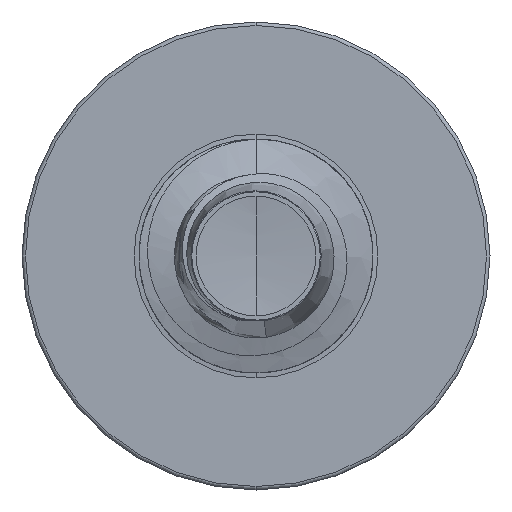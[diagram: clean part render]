
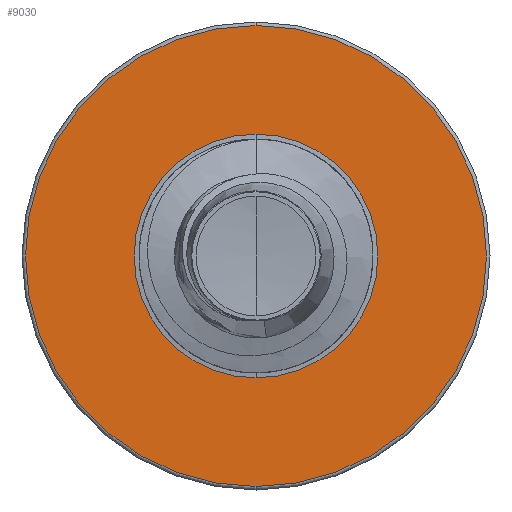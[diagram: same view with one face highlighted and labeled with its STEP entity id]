
A CAD part, front view. The second image highlights one B-rep face of the part: STEP entity #9030.
In plain terms, the highlighted planar face has unit normal (0, -1, 0).
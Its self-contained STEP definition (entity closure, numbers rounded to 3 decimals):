
#36 = VERTEX_POINT ( 'NONE', #16714 ) ;
#1527 = DIRECTION ( 'NONE',  ( 0., 0., 1. ) ) ;
#2282 = ORIENTED_EDGE ( 'NONE', *, *, #22211, .T. ) ;
#3118 = CIRCLE ( 'NONE', #23985, 2.955 ) ;
#4188 = DIRECTION ( 'NONE',  ( 0., 1., 0. ) ) ;
#4210 = CARTESIAN_POINT ( 'NONE',  ( 0., 17.5, 2.955 ) ) ;
#4255 = VERTEX_POINT ( 'NONE', #4210 ) ;
#4685 = DIRECTION ( 'NONE',  ( 0., 0., 1. ) ) ;
#6388 = EDGE_CURVE ( 'NONE', #14104, #4255, #3118, .T. ) ;
#6792 = ORIENTED_EDGE ( 'NONE', *, *, #6388, .F. ) ;
#7206 = CARTESIAN_POINT ( 'NONE',  ( 0., 17.5, -2.955 ) ) ;
#7396 = VERTEX_POINT ( 'NONE', #22834 ) ;
#7691 = AXIS2_PLACEMENT_3D ( 'NONE', #12282, #16117, #4685 ) ;
#8185 = CIRCLE ( 'NONE', #13011, 1.562 ) ;
#8432 = PLANE ( 'NONE',  #7691 ) ;
#8513 = CARTESIAN_POINT ( 'NONE',  ( 0., 17.5, 0. ) ) ;
#9030 = ADVANCED_FACE ( 'NONE', ( #18655, #18048 ), #8432, .F. ) ;
#9205 = CARTESIAN_POINT ( 'NONE',  ( 0., 17.5, 0. ) ) ;
#9623 = AXIS2_PLACEMENT_3D ( 'NONE', #9205, #22559, #11134 ) ;
#10434 = EDGE_LOOP ( 'NONE', ( #2282, #18137 ) ) ;
#10435 = DIRECTION ( 'NONE',  ( 0., 0., 1. ) ) ;
#11134 = DIRECTION ( 'NONE',  ( 0., 0., 1. ) ) ;
#11272 = ORIENTED_EDGE ( 'NONE', *, *, #19504, .F. ) ;
#12282 = CARTESIAN_POINT ( 'NONE',  ( 0., 17.5, -1.562 ) ) ;
#12476 = EDGE_LOOP ( 'NONE', ( #11272, #6792 ) ) ;
#13011 = AXIS2_PLACEMENT_3D ( 'NONE', #24437, #13032, #1527 ) ;
#13032 = DIRECTION ( 'NONE',  ( 0., 1., 0. ) ) ;
#13151 = AXIS2_PLACEMENT_3D ( 'NONE', #15623, #4188, #17540 ) ;
#14104 = VERTEX_POINT ( 'NONE', #7206 ) ;
#14688 = EDGE_CURVE ( 'NONE', #36, #7396, #15338, .T. ) ;
#15338 = CIRCLE ( 'NONE', #13151, 1.562 ) ;
#15623 = CARTESIAN_POINT ( 'NONE',  ( 0., 17.5, 0. ) ) ;
#16117 = DIRECTION ( 'NONE',  ( 0., 1., 0. ) ) ;
#16714 = CARTESIAN_POINT ( 'NONE',  ( 0., 17.5, -1.562 ) ) ;
#17540 = DIRECTION ( 'NONE',  ( 0., 0., 1. ) ) ;
#18048 = FACE_BOUND ( 'NONE', #10434, .T. ) ;
#18137 = ORIENTED_EDGE ( 'NONE', *, *, #14688, .T. ) ;
#18311 = CIRCLE ( 'NONE', #9623, 2.955 ) ;
#18655 = FACE_OUTER_BOUND ( 'NONE', #12476, .T. ) ;
#19504 = EDGE_CURVE ( 'NONE', #4255, #14104, #18311, .T. ) ;
#21860 = DIRECTION ( 'NONE',  ( 0., 1., 0. ) ) ;
#22211 = EDGE_CURVE ( 'NONE', #7396, #36, #8185, .T. ) ;
#22559 = DIRECTION ( 'NONE',  ( 0., 1., 0. ) ) ;
#22834 = CARTESIAN_POINT ( 'NONE',  ( 0., 17.5, 1.562 ) ) ;
#23985 = AXIS2_PLACEMENT_3D ( 'NONE', #8513, #21860, #10435 ) ;
#24437 = CARTESIAN_POINT ( 'NONE',  ( 0., 17.5, 0. ) ) ;
